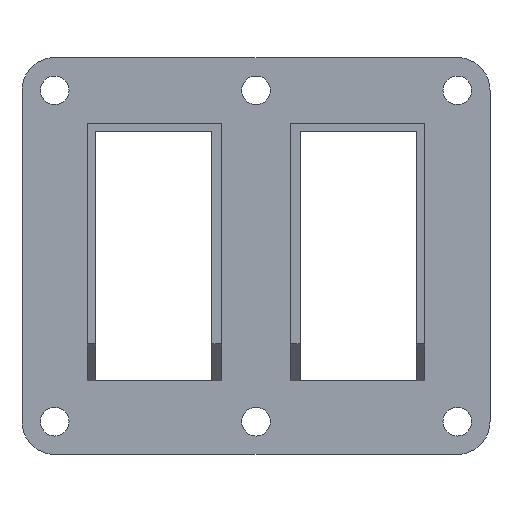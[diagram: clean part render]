
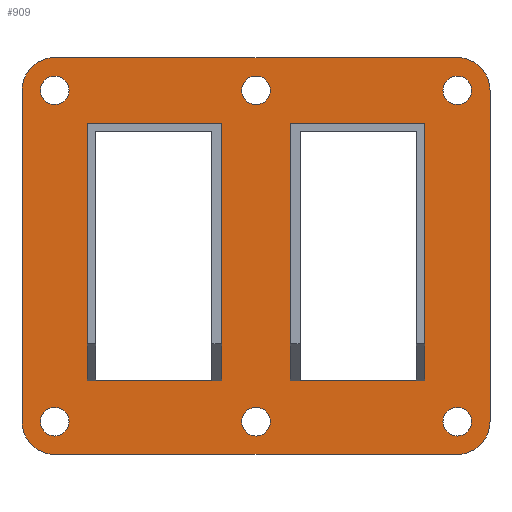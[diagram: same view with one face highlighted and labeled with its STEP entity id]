
A CAD part, front view. The second image highlights one B-rep face of the part: STEP entity #909.
In plain terms, the highlighted planar face has unit normal (0, -1, 0).
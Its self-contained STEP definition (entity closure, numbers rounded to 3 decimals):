
#33=FACE_BOUND('',#160,.T.);
#34=FACE_BOUND('',#161,.T.);
#35=FACE_BOUND('',#162,.T.);
#36=FACE_BOUND('',#163,.T.);
#37=FACE_BOUND('',#164,.T.);
#38=FACE_BOUND('',#165,.T.);
#39=FACE_BOUND('',#166,.T.);
#40=FACE_BOUND('',#167,.T.);
#51=PLANE('',#1000);
#101=FACE_OUTER_BOUND('',#159,.T.);
#159=EDGE_LOOP('',(#743,#744,#745,#746,#747,#748,#749,#750));
#160=EDGE_LOOP('',(#751));
#161=EDGE_LOOP('',(#752));
#162=EDGE_LOOP('',(#753));
#163=EDGE_LOOP('',(#754));
#164=EDGE_LOOP('',(#755));
#165=EDGE_LOOP('',(#756));
#166=EDGE_LOOP('',(#757,#758,#759,#760,#761,#762));
#167=EDGE_LOOP('',(#763,#764,#765,#766,#767,#768));
#195=LINE('',#1299,#295);
#209=LINE('',#1347,#309);
#212=LINE('',#1356,#312);
#226=LINE('',#1409,#326);
#227=LINE('',#1413,#327);
#231=LINE('',#1421,#331);
#234=LINE('',#1428,#334);
#238=LINE('',#1436,#338);
#241=LINE('',#1442,#341);
#244=LINE('',#1448,#344);
#245=LINE('',#1450,#345);
#246=LINE('',#1452,#346);
#247=LINE('',#1453,#347);
#248=LINE('',#1455,#348);
#249=LINE('',#1457,#349);
#250=LINE('',#1458,#350);
#295=VECTOR('',#1041,10.);
#309=VECTOR('',#1081,10.);
#312=VECTOR('',#1090,10.);
#326=VECTOR('',#1158,10.);
#327=VECTOR('',#1161,10.);
#331=VECTOR('',#1167,10.);
#334=VECTOR('',#1172,10.);
#338=VECTOR('',#1178,10.);
#341=VECTOR('',#1183,10.);
#344=VECTOR('',#1188,10.);
#345=VECTOR('',#1189,10.);
#346=VECTOR('',#1190,10.);
#347=VECTOR('',#1191,10.);
#348=VECTOR('',#1192,10.);
#349=VECTOR('',#1193,10.);
#350=VECTOR('',#1194,10.);
#391=CIRCLE('',#949,4.);
#402=CIRCLE('',#963,4.);
#403=CIRCLE('',#966,4.);
#404=CIRCLE('',#969,4.);
#406=CIRCLE('',#973,1.75);
#408=CIRCLE('',#977,1.75);
#410=CIRCLE('',#981,1.75);
#412=CIRCLE('',#985,1.75);
#414=CIRCLE('',#989,1.75);
#416=CIRCLE('',#993,1.75);
#417=VERTEX_POINT('',#1286);
#418=VERTEX_POINT('',#1287);
#422=VERTEX_POINT('',#1297);
#442=VERTEX_POINT('',#1341);
#443=VERTEX_POINT('',#1345);
#444=VERTEX_POINT('',#1349);
#445=VERTEX_POINT('',#1350);
#446=VERTEX_POINT('',#1355);
#448=VERTEX_POINT('',#1365);
#450=VERTEX_POINT('',#1373);
#452=VERTEX_POINT('',#1381);
#454=VERTEX_POINT('',#1389);
#456=VERTEX_POINT('',#1397);
#458=VERTEX_POINT('',#1405);
#459=VERTEX_POINT('',#1411);
#460=VERTEX_POINT('',#1412);
#463=VERTEX_POINT('',#1420);
#465=VERTEX_POINT('',#1426);
#466=VERTEX_POINT('',#1427);
#469=VERTEX_POINT('',#1435);
#471=VERTEX_POINT('',#1441);
#473=VERTEX_POINT('',#1447);
#474=VERTEX_POINT('',#1449);
#475=VERTEX_POINT('',#1451);
#476=VERTEX_POINT('',#1454);
#477=VERTEX_POINT('',#1456);
#495=EDGE_CURVE('',#417,#418,#391,.T.);
#501=EDGE_CURVE('',#417,#422,#195,.T.);
#522=EDGE_CURVE('',#442,#422,#402,.T.);
#525=EDGE_CURVE('',#442,#443,#209,.T.);
#526=EDGE_CURVE('',#444,#445,#403,.T.);
#529=EDGE_CURVE('',#446,#445,#212,.T.);
#531=EDGE_CURVE('',#446,#443,#404,.T.);
#535=EDGE_CURVE('',#448,#448,#406,.T.);
#539=EDGE_CURVE('',#450,#450,#408,.T.);
#543=EDGE_CURVE('',#452,#452,#410,.T.);
#547=EDGE_CURVE('',#454,#454,#412,.T.);
#551=EDGE_CURVE('',#456,#456,#414,.T.);
#555=EDGE_CURVE('',#458,#458,#416,.T.);
#556=EDGE_CURVE('',#444,#418,#226,.T.);
#557=EDGE_CURVE('',#459,#460,#227,.T.);
#561=EDGE_CURVE('',#460,#463,#231,.T.);
#564=EDGE_CURVE('',#465,#466,#234,.T.);
#568=EDGE_CURVE('',#469,#465,#238,.T.);
#571=EDGE_CURVE('',#471,#466,#241,.T.);
#574=EDGE_CURVE('',#459,#473,#244,.T.);
#575=EDGE_CURVE('',#473,#474,#245,.T.);
#576=EDGE_CURVE('',#474,#475,#246,.T.);
#577=EDGE_CURVE('',#475,#463,#247,.T.);
#578=EDGE_CURVE('',#469,#476,#248,.T.);
#579=EDGE_CURVE('',#476,#477,#249,.T.);
#580=EDGE_CURVE('',#477,#471,#250,.T.);
#743=ORIENTED_EDGE('',*,*,#495,.F.);
#744=ORIENTED_EDGE('',*,*,#501,.T.);
#745=ORIENTED_EDGE('',*,*,#522,.F.);
#746=ORIENTED_EDGE('',*,*,#525,.T.);
#747=ORIENTED_EDGE('',*,*,#531,.F.);
#748=ORIENTED_EDGE('',*,*,#529,.T.);
#749=ORIENTED_EDGE('',*,*,#526,.F.);
#750=ORIENTED_EDGE('',*,*,#556,.T.);
#751=ORIENTED_EDGE('',*,*,#543,.T.);
#752=ORIENTED_EDGE('',*,*,#547,.T.);
#753=ORIENTED_EDGE('',*,*,#539,.T.);
#754=ORIENTED_EDGE('',*,*,#555,.T.);
#755=ORIENTED_EDGE('',*,*,#551,.T.);
#756=ORIENTED_EDGE('',*,*,#535,.T.);
#757=ORIENTED_EDGE('',*,*,#574,.T.);
#758=ORIENTED_EDGE('',*,*,#575,.T.);
#759=ORIENTED_EDGE('',*,*,#576,.T.);
#760=ORIENTED_EDGE('',*,*,#577,.T.);
#761=ORIENTED_EDGE('',*,*,#561,.F.);
#762=ORIENTED_EDGE('',*,*,#557,.F.);
#763=ORIENTED_EDGE('',*,*,#564,.F.);
#764=ORIENTED_EDGE('',*,*,#568,.F.);
#765=ORIENTED_EDGE('',*,*,#578,.T.);
#766=ORIENTED_EDGE('',*,*,#579,.T.);
#767=ORIENTED_EDGE('',*,*,#580,.T.);
#768=ORIENTED_EDGE('',*,*,#571,.T.);
#909=ADVANCED_FACE('',(#101,#33,#34,#35,#36,#37,#38,#39,#40),#51,.F.);
#949=AXIS2_PLACEMENT_3D('',#1288,#1031,#1032);
#963=AXIS2_PLACEMENT_3D('',#1342,#1075,#1076);
#966=AXIS2_PLACEMENT_3D('',#1351,#1084,#1085);
#969=AXIS2_PLACEMENT_3D('',#1359,#1094,#1095);
#973=AXIS2_PLACEMENT_3D('',#1367,#1104,#1105);
#977=AXIS2_PLACEMENT_3D('',#1375,#1114,#1115);
#981=AXIS2_PLACEMENT_3D('',#1383,#1124,#1125);
#985=AXIS2_PLACEMENT_3D('',#1391,#1134,#1135);
#989=AXIS2_PLACEMENT_3D('',#1399,#1144,#1145);
#993=AXIS2_PLACEMENT_3D('',#1407,#1154,#1155);
#1000=AXIS2_PLACEMENT_3D('',#1446,#1186,#1187);
#1031=DIRECTION('center_axis',(0.,1.,0.));
#1032=DIRECTION('ref_axis',(-0.707,0.,-0.707));
#1041=DIRECTION('',(1.,0.,0.));
#1075=DIRECTION('center_axis',(0.,1.,0.));
#1076=DIRECTION('ref_axis',(0.707,0.,-0.707));
#1081=DIRECTION('',(0.,0.,1.));
#1084=DIRECTION('center_axis',(0.,1.,0.));
#1085=DIRECTION('ref_axis',(-0.707,0.,0.707));
#1090=DIRECTION('',(-1.,0.,0.));
#1094=DIRECTION('center_axis',(0.,1.,0.));
#1095=DIRECTION('ref_axis',(0.707,0.,0.707));
#1104=DIRECTION('center_axis',(0.,1.,0.));
#1105=DIRECTION('ref_axis',(-1.,0.,0.));
#1114=DIRECTION('center_axis',(0.,1.,0.));
#1115=DIRECTION('ref_axis',(-1.,0.,0.));
#1124=DIRECTION('center_axis',(0.,1.,0.));
#1125=DIRECTION('ref_axis',(-1.,0.,0.));
#1134=DIRECTION('center_axis',(0.,1.,0.));
#1135=DIRECTION('ref_axis',(-1.,0.,0.));
#1144=DIRECTION('center_axis',(0.,1.,0.));
#1145=DIRECTION('ref_axis',(-1.,0.,0.));
#1154=DIRECTION('center_axis',(0.,1.,0.));
#1155=DIRECTION('ref_axis',(-1.,0.,0.));
#1158=DIRECTION('',(0.,0.,-1.));
#1161=DIRECTION('',(-1.,0.,0.));
#1167=DIRECTION('',(0.,0.,-1.));
#1172=DIRECTION('',(-1.,0.,0.));
#1178=DIRECTION('',(0.,0.,1.));
#1183=DIRECTION('',(0.,0.,1.));
#1186=DIRECTION('center_axis',(0.,1.,0.));
#1187=DIRECTION('ref_axis',(0.,0.,1.));
#1188=DIRECTION('',(0.,0.,-1.));
#1189=DIRECTION('',(-1.,0.,0.));
#1190=DIRECTION('',(-1.,0.,0.));
#1191=DIRECTION('',(-1.,0.,0.));
#1192=DIRECTION('',(-1.,0.,0.));
#1193=DIRECTION('',(-1.,0.,0.));
#1194=DIRECTION('',(-1.,0.,0.));
#1286=CARTESIAN_POINT('',(-19.2,0.,-39.5));
#1287=CARTESIAN_POINT('',(-23.2,0.,-35.5));
#1288=CARTESIAN_POINT('Origin',(-19.2,0.,-35.5));
#1297=CARTESIAN_POINT('',(30.,0.,-39.5));
#1299=CARTESIAN_POINT('',(34.,0.,-39.5));
#1341=CARTESIAN_POINT('',(34.,0.,-35.5));
#1342=CARTESIAN_POINT('Origin',(30.,0.,-35.5));
#1345=CARTESIAN_POINT('',(34.,0.,5.));
#1347=CARTESIAN_POINT('',(34.,0.,9.));
#1349=CARTESIAN_POINT('',(-23.2,0.,5.));
#1350=CARTESIAN_POINT('',(-19.2,0.,9.));
#1351=CARTESIAN_POINT('Origin',(-19.2,0.,5.));
#1355=CARTESIAN_POINT('',(30.,0.,9.));
#1356=CARTESIAN_POINT('',(-23.2,0.,9.));
#1359=CARTESIAN_POINT('Origin',(30.,0.,5.));
#1365=CARTESIAN_POINT('',(-17.45,0.,-35.5));
#1367=CARTESIAN_POINT('Origin',(-19.2,0.,-35.5));
#1373=CARTESIAN_POINT('',(7.15,0.,-35.5));
#1375=CARTESIAN_POINT('Origin',(5.4,0.,-35.5));
#1381=CARTESIAN_POINT('',(31.75,0.,-35.5));
#1383=CARTESIAN_POINT('Origin',(30.,0.,-35.5));
#1389=CARTESIAN_POINT('',(-17.45,0.,5.));
#1391=CARTESIAN_POINT('Origin',(-19.2,0.,5.));
#1397=CARTESIAN_POINT('',(7.15,0.,5.));
#1399=CARTESIAN_POINT('Origin',(5.4,0.,5.));
#1405=CARTESIAN_POINT('',(31.75,0.,5.));
#1407=CARTESIAN_POINT('Origin',(30.,0.,5.));
#1409=CARTESIAN_POINT('',(-23.2,0.,-39.5));
#1411=CARTESIAN_POINT('',(1.2,0.,1.));
#1412=CARTESIAN_POINT('',(-15.2,0.,1.));
#1413=CARTESIAN_POINT('',(-4.9,0.,1.));
#1420=CARTESIAN_POINT('',(-15.2,0.,-30.5));
#1421=CARTESIAN_POINT('',(-15.2,0.,-23.375));
#1426=CARTESIAN_POINT('',(26.,0.,1.));
#1427=CARTESIAN_POINT('',(9.6,0.,1.));
#1428=CARTESIAN_POINT('',(-4.9,0.,1.));
#1435=CARTESIAN_POINT('',(26.,0.,-30.5));
#1436=CARTESIAN_POINT('',(26.,0.,-7.125));
#1441=CARTESIAN_POINT('',(9.6,0.,-30.5));
#1442=CARTESIAN_POINT('',(9.6,0.,-7.025));
#1446=CARTESIAN_POINT('Origin',(42.9,0.,-15.25));
#1447=CARTESIAN_POINT('',(1.2,0.,-30.5));
#1448=CARTESIAN_POINT('',(1.2,0.,-22.875));
#1449=CARTESIAN_POINT('',(0.,0.,-30.5));
#1450=CARTESIAN_POINT('',(13.75,0.,-30.5));
#1451=CARTESIAN_POINT('',(-14.2,0.,-30.5));
#1452=CARTESIAN_POINT('',(21.45,0.,-30.5));
#1453=CARTESIAN_POINT('',(13.75,0.,-30.5));
#1454=CARTESIAN_POINT('',(25.,0.,-30.5));
#1455=CARTESIAN_POINT('',(26.25,0.,-30.5));
#1456=CARTESIAN_POINT('',(10.8,0.,-30.5));
#1457=CARTESIAN_POINT('',(33.95,0.,-30.5));
#1458=CARTESIAN_POINT('',(26.25,0.,-30.5));
